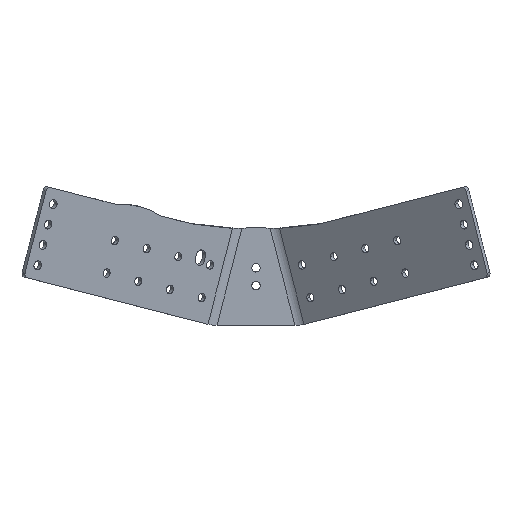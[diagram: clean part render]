
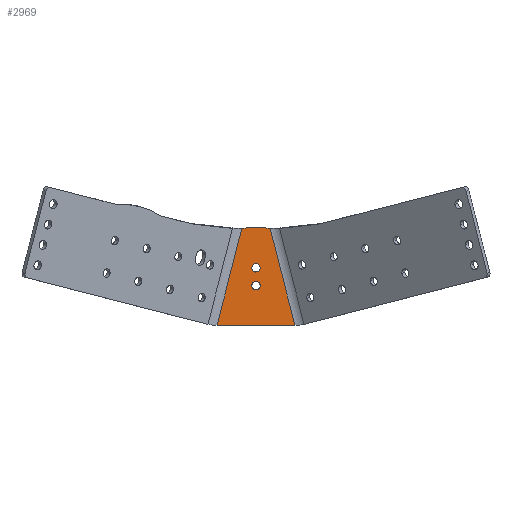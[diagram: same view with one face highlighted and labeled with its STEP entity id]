
A CAD part, top view. The second image highlights one B-rep face of the part: STEP entity #2969.
In plain terms, the highlighted planar face has unit normal (0, 0, 1).
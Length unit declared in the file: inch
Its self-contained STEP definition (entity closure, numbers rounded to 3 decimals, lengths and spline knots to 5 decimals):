
#2 = EDGE_CURVE ( 'NONE', #1276, #2999, #999, .T. ) ;
#16 = CARTESIAN_POINT ( 'NONE',  ( 0.71491, 0.82156, 0. ) ) ;
#22 = CARTESIAN_POINT ( 'NONE',  ( 0., 1.36583, 0. ) ) ;
#47 = EDGE_LOOP ( 'NONE', ( #3184, #401, #1749, #2049, #671, #1748 ) ) ;
#123 = EDGE_CURVE ( 'NONE', #1625, #1175, #360, .T. ) ;
#133 = CIRCLE ( 'NONE', #2410, 0.1 ) ;
#164 = DIRECTION ( 'NONE',  ( -1., 0., 0. ) ) ;
#201 = VECTOR ( 'NONE', #389, 39.37008 ) ;
#231 = DIRECTION ( 'NONE',  ( 0., 0., -1. ) ) ;
#239 = CARTESIAN_POINT ( 'NONE',  ( 0.1005, 0.94083, 0. ) ) ;
#247 = DIRECTION ( 'NONE',  ( 0., 1., 0. ) ) ;
#248 = VECTOR ( 'NONE', #3044, 39.37008 ) ;
#264 = EDGE_CURVE ( 'NONE', #2578, #1073, #2916, .T. ) ;
#335 = CIRCLE ( 'NONE', #974, 0.1005 ) ;
#345 = CARTESIAN_POINT ( 'NONE',  ( 0.5331, 2.2845, 0. ) ) ;
#360 = LINE ( 'NONE', #345, #1981 ) ;
#366 = ORIENTED_EDGE ( 'NONE', *, *, #2, .T. ) ;
#389 = DIRECTION ( 'NONE',  ( -0.248, -0.969, 0. ) ) ;
#401 = ORIENTED_EDGE ( 'NONE', *, *, #3114, .T. ) ;
#432 = VERTEX_POINT ( 'NONE', #721 ) ;
#440 = EDGE_CURVE ( 'NONE', #2578, #1625, #2537, .T. ) ;
#463 = AXIS2_PLACEMENT_3D ( 'NONE', #22, #231, #247 ) ;
#523 = CARTESIAN_POINT ( 'NONE',  ( 0.00927, 2.33326, 0. ) ) ;
#584 = DIRECTION ( 'NONE',  ( 0., 0., -1. ) ) ;
#648 = VERTEX_POINT ( 'NONE', #2823 ) ;
#664 = ORIENTED_EDGE ( 'NONE', *, *, #2096, .T. ) ;
#671 = ORIENTED_EDGE ( 'NONE', *, *, #264, .F. ) ;
#721 = CARTESIAN_POINT ( 'NONE',  ( -0.00927, 2.33326, 0. ) ) ;
#733 = DIRECTION ( 'NONE',  ( 0., 0., 1. ) ) ;
#749 = EDGE_CURVE ( 'NONE', #648, #1073, #2942, .T. ) ;
#901 = FACE_BOUND ( 'NONE', #2430, .T. ) ;
#923 = CIRCLE ( 'NONE', #2678, 0.1005 ) ;
#974 = AXIS2_PLACEMENT_3D ( 'NONE', #3067, #2746, #2795 ) ;
#999 = CIRCLE ( 'NONE', #463, 0.1005 ) ;
#1073 = VERTEX_POINT ( 'NONE', #2423 ) ;
#1099 = DIRECTION ( 'NONE',  ( -0.996, 0.093, 0. ) ) ;
#1127 = VECTOR ( 'NONE', #2268, 39.37008 ) ;
#1175 = VERTEX_POINT ( 'NONE', #523 ) ;
#1218 = DIRECTION ( 'NONE',  ( 0., 1., 0. ) ) ;
#1276 = VERTEX_POINT ( 'NONE', #2890 ) ;
#1331 = CARTESIAN_POINT ( 'NONE',  ( -0.1005, 0.94083, 0. ) ) ;
#1335 = VERTEX_POINT ( 'NONE', #1331 ) ;
#1389 = DIRECTION ( 'NONE',  ( 0., 1., 0. ) ) ;
#1414 = CARTESIAN_POINT ( 'NONE',  ( -0.71491, 0.82156, 0. ) ) ;
#1450 = AXIS2_PLACEMENT_3D ( 'NONE', #2805, #2522, #1460 ) ;
#1460 = DIRECTION ( 'NONE',  ( 0., 1., 0. ) ) ;
#1625 = VERTEX_POINT ( 'NONE', #2024 ) ;
#1716 = CARTESIAN_POINT ( 'NONE',  ( 0., 2.33412, 0. ) ) ;
#1748 = ORIENTED_EDGE ( 'NONE', *, *, #440, .T. ) ;
#1749 = ORIENTED_EDGE ( 'NONE', *, *, #1965, .T. ) ;
#1965 = EDGE_CURVE ( 'NONE', #432, #648, #2285, .T. ) ;
#1981 = VECTOR ( 'NONE', #1099, 39.37008 ) ;
#2005 = EDGE_LOOP ( 'NONE', ( #2756, #664 ) ) ;
#2024 = CARTESIAN_POINT ( 'NONE',  ( 0.33636, 2.30281, 0. ) ) ;
#2041 = AXIS2_PLACEMENT_3D ( 'NONE', #2197, #2684, #1218 ) ;
#2049 = ORIENTED_EDGE ( 'NONE', *, *, #749, .T. ) ;
#2096 = EDGE_CURVE ( 'NONE', #2736, #1335, #2449, .T. ) ;
#2197 = CARTESIAN_POINT ( 'NONE',  ( 0., 0.63885, 0. ) ) ;
#2256 = CARTESIAN_POINT ( 'NONE',  ( 0.92487, 0., 0. ) ) ;
#2268 = DIRECTION ( 'NONE',  ( -0.996, -0.093, 0. ) ) ;
#2285 = LINE ( 'NONE', #1716, #1127 ) ;
#2314 = CARTESIAN_POINT ( 'NONE',  ( 0., 2.23369, 0. ) ) ;
#2410 = AXIS2_PLACEMENT_3D ( 'NONE', #2314, #733, #2512 ) ;
#2423 = CARTESIAN_POINT ( 'NONE',  ( -0.92487, 0., 0. ) ) ;
#2430 = EDGE_LOOP ( 'NONE', ( #366, #3013 ) ) ;
#2449 = CIRCLE ( 'NONE', #1450, 0.1005 ) ;
#2461 = CARTESIAN_POINT ( 'NONE',  ( 0.1005, 1.36583, 0. ) ) ;
#2512 = DIRECTION ( 'NONE',  ( -1., 0., 0. ) ) ;
#2522 = DIRECTION ( 'NONE',  ( 0., 0., -1. ) ) ;
#2537 = LINE ( 'NONE', #16, #248 ) ;
#2578 = VERTEX_POINT ( 'NONE', #2256 ) ;
#2678 = AXIS2_PLACEMENT_3D ( 'NONE', #2885, #584, #1389 ) ;
#2684 = DIRECTION ( 'NONE',  ( 0., 0., -1. ) ) ;
#2729 = PLANE ( 'NONE',  #2041 ) ;
#2736 = VERTEX_POINT ( 'NONE', #239 ) ;
#2746 = DIRECTION ( 'NONE',  ( 0., 0., -1. ) ) ;
#2756 = ORIENTED_EDGE ( 'NONE', *, *, #3033, .T. ) ;
#2795 = DIRECTION ( 'NONE',  ( 0., 1., 0. ) ) ;
#2805 = CARTESIAN_POINT ( 'NONE',  ( 0., 0.94083, 0. ) ) ;
#2823 = CARTESIAN_POINT ( 'NONE',  ( -0.33636, 2.30281, 0. ) ) ;
#2885 = CARTESIAN_POINT ( 'NONE',  ( 0., 1.36583, 0. ) ) ;
#2890 = CARTESIAN_POINT ( 'NONE',  ( -0.1005, 1.36583, 0. ) ) ;
#2908 = VECTOR ( 'NONE', #164, 39.37008 ) ;
#2916 = LINE ( 'NONE', #3211, #2908 ) ;
#2942 = LINE ( 'NONE', #1414, #201 ) ;
#2969 = ADVANCED_FACE ( 'NONE', ( #3189, #901, #3233 ), #2729, .F. ) ;
#2999 = VERTEX_POINT ( 'NONE', #2461 ) ;
#3013 = ORIENTED_EDGE ( 'NONE', *, *, #3229, .T. ) ;
#3033 = EDGE_CURVE ( 'NONE', #1335, #2736, #335, .T. ) ;
#3044 = DIRECTION ( 'NONE',  ( -0.248, 0.969, 0. ) ) ;
#3067 = CARTESIAN_POINT ( 'NONE',  ( 0., 0.94083, 0. ) ) ;
#3114 = EDGE_CURVE ( 'NONE', #1175, #432, #133, .T. ) ;
#3184 = ORIENTED_EDGE ( 'NONE', *, *, #123, .T. ) ;
#3189 = FACE_BOUND ( 'NONE', #2005, .T. ) ;
#3211 = CARTESIAN_POINT ( 'NONE',  ( 0., 0., 0. ) ) ;
#3229 = EDGE_CURVE ( 'NONE', #2999, #1276, #923, .T. ) ;
#3233 = FACE_OUTER_BOUND ( 'NONE', #47, .T. ) ;
